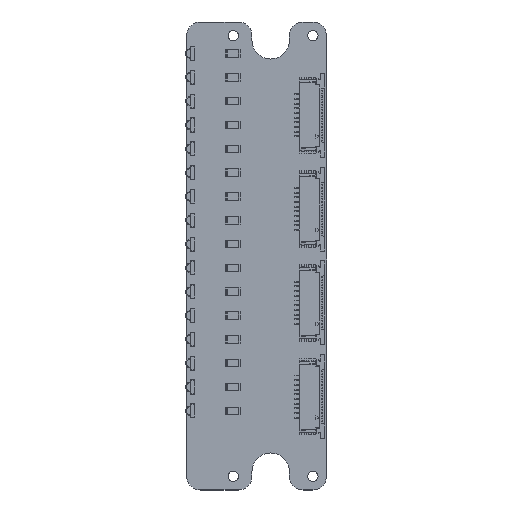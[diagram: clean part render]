
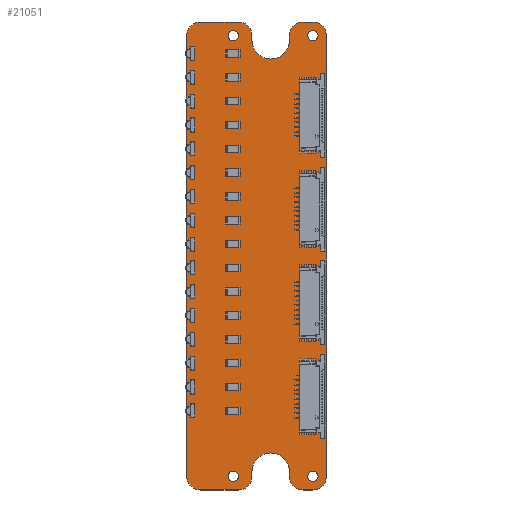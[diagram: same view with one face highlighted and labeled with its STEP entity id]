
A CAD part, top view. The second image highlights one B-rep face of the part: STEP entity #21051.
In plain terms, the highlighted planar face has unit normal (0, 0, 1).
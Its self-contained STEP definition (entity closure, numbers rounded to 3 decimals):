
#20756 = VERTEX_POINT('',#20757);
#20757 = CARTESIAN_POINT('',(-3.9,49.9,1.6));
#20763 = EDGE_CURVE('',#20756,#20764,#20766,.T.);
#20764 = VERTEX_POINT('',#20765);
#20765 = CARTESIAN_POINT('',(-1.,47.,1.6));
#20766 = CIRCLE('',#20767,2.9);
#20767 = AXIS2_PLACEMENT_3D('',#20768,#20769,#20770);
#20768 = CARTESIAN_POINT('',(-3.9,47.,1.6));
#20769 = DIRECTION('',(0.,0.,-1.));
#20770 = DIRECTION('',(0.,1.,0.));
#20798 = VERTEX_POINT('',#20799);
#20799 = CARTESIAN_POINT('',(-12.,49.9,1.6));
#20805 = EDGE_CURVE('',#20798,#20756,#20806,.T.);
#20806 = LINE('',#20807,#20808);
#20807 = CARTESIAN_POINT('',(-12.,49.9,1.6));
#20808 = VECTOR('',#20809,1.);
#20809 = DIRECTION('',(1.,0.,0.));
#20827 = EDGE_CURVE('',#20764,#20828,#20830,.T.);
#20828 = VERTEX_POINT('',#20829);
#20829 = CARTESIAN_POINT('',(-1.,45.95,1.6));
#20830 = LINE('',#20831,#20832);
#20831 = CARTESIAN_POINT('',(-1.,47.,1.6));
#20832 = VECTOR('',#20833,1.);
#20833 = DIRECTION('',(0.,-1.,0.));
#21051 = ADVANCED_FACE('',(#21052,#21200,#21211,#21222,#21233),#21244,
  .T.);
#21052 = FACE_BOUND('',#21053,.T.);
#21053 = EDGE_LOOP('',(#21054,#21055,#21056,#21065,#21073,#21082,#21090,
    #21099,#21107,#21116,#21124,#21133,#21141,#21150,#21158,#21167,
    #21175,#21184,#21192,#21199));
#21054 = ORIENTED_EDGE('',*,*,#20763,.F.);
#21055 = ORIENTED_EDGE('',*,*,#20805,.F.);
#21056 = ORIENTED_EDGE('',*,*,#21057,.F.);
#21057 = EDGE_CURVE('',#21058,#20798,#21060,.T.);
#21058 = VERTEX_POINT('',#21059);
#21059 = CARTESIAN_POINT('',(-14.9,47.,1.6));
#21060 = CIRCLE('',#21061,2.9);
#21061 = AXIS2_PLACEMENT_3D('',#21062,#21063,#21064);
#21062 = CARTESIAN_POINT('',(-12.,47.,1.6));
#21063 = DIRECTION('',(0.,0.,-1.));
#21064 = DIRECTION('',(-1.,0.,-0.));
#21065 = ORIENTED_EDGE('',*,*,#21066,.F.);
#21066 = EDGE_CURVE('',#21067,#21058,#21069,.T.);
#21067 = VERTEX_POINT('',#21068);
#21068 = CARTESIAN_POINT('',(-14.9,-47.,1.6));
#21069 = LINE('',#21070,#21071);
#21070 = CARTESIAN_POINT('',(-14.9,-47.,1.6));
#21071 = VECTOR('',#21072,1.);
#21072 = DIRECTION('',(0.,1.,0.));
#21073 = ORIENTED_EDGE('',*,*,#21074,.F.);
#21074 = EDGE_CURVE('',#21075,#21067,#21077,.T.);
#21075 = VERTEX_POINT('',#21076);
#21076 = CARTESIAN_POINT('',(-12.,-49.9,1.6));
#21077 = CIRCLE('',#21078,2.9);
#21078 = AXIS2_PLACEMENT_3D('',#21079,#21080,#21081);
#21079 = CARTESIAN_POINT('',(-12.,-47.,1.6));
#21080 = DIRECTION('',(0.,0.,-1.));
#21081 = DIRECTION('',(0.,-1.,0.));
#21082 = ORIENTED_EDGE('',*,*,#21083,.F.);
#21083 = EDGE_CURVE('',#21084,#21075,#21086,.T.);
#21084 = VERTEX_POINT('',#21085);
#21085 = CARTESIAN_POINT('',(-3.9,-49.9,1.6));
#21086 = LINE('',#21087,#21088);
#21087 = CARTESIAN_POINT('',(-3.9,-49.9,1.6));
#21088 = VECTOR('',#21089,1.);
#21089 = DIRECTION('',(-1.,0.,0.));
#21090 = ORIENTED_EDGE('',*,*,#21091,.F.);
#21091 = EDGE_CURVE('',#21092,#21084,#21094,.T.);
#21092 = VERTEX_POINT('',#21093);
#21093 = CARTESIAN_POINT('',(-1.,-47.,1.6));
#21094 = CIRCLE('',#21095,2.9);
#21095 = AXIS2_PLACEMENT_3D('',#21096,#21097,#21098);
#21096 = CARTESIAN_POINT('',(-3.9,-47.,1.6));
#21097 = DIRECTION('',(0.,0.,-1.));
#21098 = DIRECTION('',(1.,0.,0.));
#21099 = ORIENTED_EDGE('',*,*,#21100,.F.);
#21100 = EDGE_CURVE('',#21101,#21092,#21103,.T.);
#21101 = VERTEX_POINT('',#21102);
#21102 = CARTESIAN_POINT('',(-1.,-45.95,1.6));
#21103 = LINE('',#21104,#21105);
#21104 = CARTESIAN_POINT('',(-1.,-45.95,1.6));
#21105 = VECTOR('',#21106,1.);
#21106 = DIRECTION('',(0.,-1.,0.));
#21107 = ORIENTED_EDGE('',*,*,#21108,.F.);
#21108 = EDGE_CURVE('',#21109,#21101,#21111,.T.);
#21109 = VERTEX_POINT('',#21110);
#21110 = CARTESIAN_POINT('',(7.,-45.95,1.6));
#21111 = CIRCLE('',#21112,4.);
#21112 = AXIS2_PLACEMENT_3D('',#21113,#21114,#21115);
#21113 = CARTESIAN_POINT('',(3.,-46.,1.6));
#21114 = DIRECTION('',(0.,0.,1.));
#21115 = DIRECTION('',(1.,0.012,-0.));
#21116 = ORIENTED_EDGE('',*,*,#21117,.F.);
#21117 = EDGE_CURVE('',#21118,#21109,#21120,.T.);
#21118 = VERTEX_POINT('',#21119);
#21119 = CARTESIAN_POINT('',(7.,-47.,1.6));
#21120 = LINE('',#21121,#21122);
#21121 = CARTESIAN_POINT('',(7.,-47.,1.6));
#21122 = VECTOR('',#21123,1.);
#21123 = DIRECTION('',(0.,1.,0.));
#21124 = ORIENTED_EDGE('',*,*,#21125,.F.);
#21125 = EDGE_CURVE('',#21126,#21118,#21128,.T.);
#21126 = VERTEX_POINT('',#21127);
#21127 = CARTESIAN_POINT('',(9.9,-49.9,1.6));
#21128 = CIRCLE('',#21129,2.9);
#21129 = AXIS2_PLACEMENT_3D('',#21130,#21131,#21132);
#21130 = CARTESIAN_POINT('',(9.9,-47.,1.6));
#21131 = DIRECTION('',(0.,0.,-1.));
#21132 = DIRECTION('',(0.,-1.,0.));
#21133 = ORIENTED_EDGE('',*,*,#21134,.F.);
#21134 = EDGE_CURVE('',#21135,#21126,#21137,.T.);
#21135 = VERTEX_POINT('',#21136);
#21136 = CARTESIAN_POINT('',(12.,-49.9,1.6));
#21137 = LINE('',#21138,#21139);
#21138 = CARTESIAN_POINT('',(12.,-49.9,1.6));
#21139 = VECTOR('',#21140,1.);
#21140 = DIRECTION('',(-1.,0.,0.));
#21141 = ORIENTED_EDGE('',*,*,#21142,.F.);
#21142 = EDGE_CURVE('',#21143,#21135,#21145,.T.);
#21143 = VERTEX_POINT('',#21144);
#21144 = CARTESIAN_POINT('',(14.9,-47.,1.6));
#21145 = CIRCLE('',#21146,2.9);
#21146 = AXIS2_PLACEMENT_3D('',#21147,#21148,#21149);
#21147 = CARTESIAN_POINT('',(12.,-47.,1.6));
#21148 = DIRECTION('',(0.,0.,-1.));
#21149 = DIRECTION('',(1.,0.,0.));
#21150 = ORIENTED_EDGE('',*,*,#21151,.F.);
#21151 = EDGE_CURVE('',#21152,#21143,#21154,.T.);
#21152 = VERTEX_POINT('',#21153);
#21153 = CARTESIAN_POINT('',(14.9,47.,1.6));
#21154 = LINE('',#21155,#21156);
#21155 = CARTESIAN_POINT('',(14.9,47.,1.6));
#21156 = VECTOR('',#21157,1.);
#21157 = DIRECTION('',(0.,-1.,0.));
#21158 = ORIENTED_EDGE('',*,*,#21159,.F.);
#21159 = EDGE_CURVE('',#21160,#21152,#21162,.T.);
#21160 = VERTEX_POINT('',#21161);
#21161 = CARTESIAN_POINT('',(12.,49.9,1.6));
#21162 = CIRCLE('',#21163,2.9);
#21163 = AXIS2_PLACEMENT_3D('',#21164,#21165,#21166);
#21164 = CARTESIAN_POINT('',(12.,47.,1.6));
#21165 = DIRECTION('',(0.,0.,-1.));
#21166 = DIRECTION('',(0.,1.,0.));
#21167 = ORIENTED_EDGE('',*,*,#21168,.F.);
#21168 = EDGE_CURVE('',#21169,#21160,#21171,.T.);
#21169 = VERTEX_POINT('',#21170);
#21170 = CARTESIAN_POINT('',(9.9,49.9,1.6));
#21171 = LINE('',#21172,#21173);
#21172 = CARTESIAN_POINT('',(9.9,49.9,1.6));
#21173 = VECTOR('',#21174,1.);
#21174 = DIRECTION('',(1.,0.,0.));
#21175 = ORIENTED_EDGE('',*,*,#21176,.F.);
#21176 = EDGE_CURVE('',#21177,#21169,#21179,.T.);
#21177 = VERTEX_POINT('',#21178);
#21178 = CARTESIAN_POINT('',(7.,47.,1.6));
#21179 = CIRCLE('',#21180,2.9);
#21180 = AXIS2_PLACEMENT_3D('',#21181,#21182,#21183);
#21181 = CARTESIAN_POINT('',(9.9,47.,1.6));
#21182 = DIRECTION('',(0.,0.,-1.));
#21183 = DIRECTION('',(-1.,0.,-0.));
#21184 = ORIENTED_EDGE('',*,*,#21185,.F.);
#21185 = EDGE_CURVE('',#21186,#21177,#21188,.T.);
#21186 = VERTEX_POINT('',#21187);
#21187 = CARTESIAN_POINT('',(7.,45.95,1.6));
#21188 = LINE('',#21189,#21190);
#21189 = CARTESIAN_POINT('',(7.,45.95,1.6));
#21190 = VECTOR('',#21191,1.);
#21191 = DIRECTION('',(0.,1.,0.));
#21192 = ORIENTED_EDGE('',*,*,#21193,.F.);
#21193 = EDGE_CURVE('',#20828,#21186,#21194,.T.);
#21194 = CIRCLE('',#21195,4.);
#21195 = AXIS2_PLACEMENT_3D('',#21196,#21197,#21198);
#21196 = CARTESIAN_POINT('',(3.,46.,1.6));
#21197 = DIRECTION('',(0.,0.,1.));
#21198 = DIRECTION('',(-1.,-0.012,0.));
#21199 = ORIENTED_EDGE('',*,*,#20827,.F.);
#21200 = FACE_BOUND('',#21201,.T.);
#21201 = EDGE_LOOP('',(#21202));
#21202 = ORIENTED_EDGE('',*,*,#21203,.T.);
#21203 = EDGE_CURVE('',#21204,#21204,#21206,.T.);
#21204 = VERTEX_POINT('',#21205);
#21205 = CARTESIAN_POINT('',(-5.,-48.1,1.6));
#21206 = CIRCLE('',#21207,1.1);
#21207 = AXIS2_PLACEMENT_3D('',#21208,#21209,#21210);
#21208 = CARTESIAN_POINT('',(-5.,-47.,1.6));
#21209 = DIRECTION('',(-0.,0.,-1.));
#21210 = DIRECTION('',(-0.,-1.,0.));
#21211 = FACE_BOUND('',#21212,.T.);
#21212 = EDGE_LOOP('',(#21213));
#21213 = ORIENTED_EDGE('',*,*,#21214,.T.);
#21214 = EDGE_CURVE('',#21215,#21215,#21217,.T.);
#21215 = VERTEX_POINT('',#21216);
#21216 = CARTESIAN_POINT('',(12.,-48.1,1.6));
#21217 = CIRCLE('',#21218,1.1);
#21218 = AXIS2_PLACEMENT_3D('',#21219,#21220,#21221);
#21219 = CARTESIAN_POINT('',(12.,-47.,1.6));
#21220 = DIRECTION('',(-0.,0.,-1.));
#21221 = DIRECTION('',(-0.,-1.,0.));
#21222 = FACE_BOUND('',#21223,.T.);
#21223 = EDGE_LOOP('',(#21224));
#21224 = ORIENTED_EDGE('',*,*,#21225,.T.);
#21225 = EDGE_CURVE('',#21226,#21226,#21228,.T.);
#21226 = VERTEX_POINT('',#21227);
#21227 = CARTESIAN_POINT('',(-5.,45.9,1.6));
#21228 = CIRCLE('',#21229,1.1);
#21229 = AXIS2_PLACEMENT_3D('',#21230,#21231,#21232);
#21230 = CARTESIAN_POINT('',(-5.,47.,1.6));
#21231 = DIRECTION('',(-0.,0.,-1.));
#21232 = DIRECTION('',(-0.,-1.,0.));
#21233 = FACE_BOUND('',#21234,.T.);
#21234 = EDGE_LOOP('',(#21235));
#21235 = ORIENTED_EDGE('',*,*,#21236,.T.);
#21236 = EDGE_CURVE('',#21237,#21237,#21239,.T.);
#21237 = VERTEX_POINT('',#21238);
#21238 = CARTESIAN_POINT('',(12.,45.9,1.6));
#21239 = CIRCLE('',#21240,1.1);
#21240 = AXIS2_PLACEMENT_3D('',#21241,#21242,#21243);
#21241 = CARTESIAN_POINT('',(12.,47.,1.6));
#21242 = DIRECTION('',(-0.,0.,-1.));
#21243 = DIRECTION('',(-0.,-1.,0.));
#21244 = PLANE('',#21245);
#21245 = AXIS2_PLACEMENT_3D('',#21246,#21247,#21248);
#21246 = CARTESIAN_POINT('',(0.,0.,1.6));
#21247 = DIRECTION('',(0.,0.,1.));
#21248 = DIRECTION('',(1.,0.,-0.));
